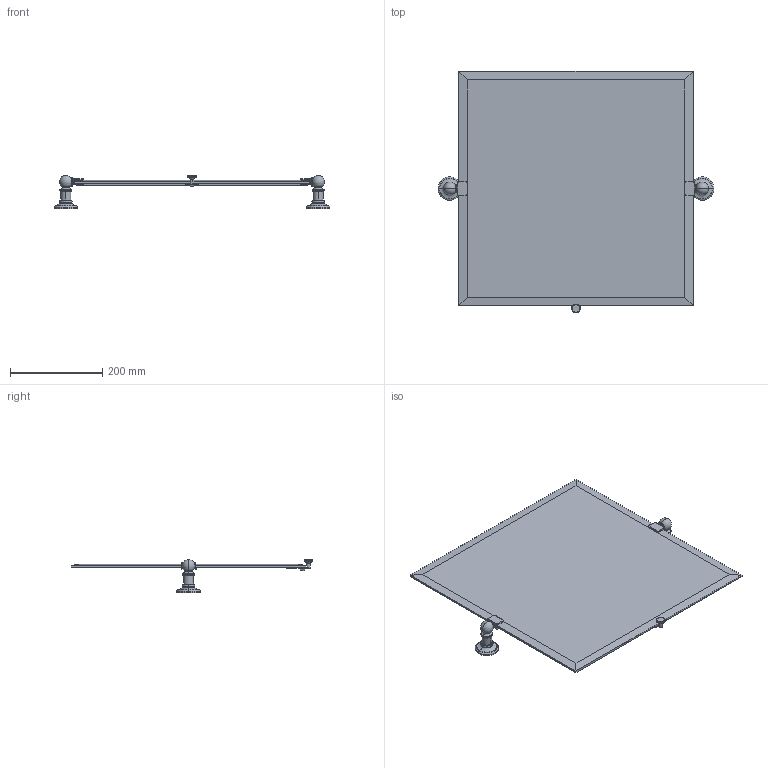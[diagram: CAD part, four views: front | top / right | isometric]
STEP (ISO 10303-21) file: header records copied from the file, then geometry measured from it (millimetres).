
FILE_DESCRIPTION((''),'2;1');
FILE_NAME('4541','2021-06-22T11:04:50',('jinson.thomas'),(''),'CREO PARAMETRIC BY PTC INC, 2018400','CREO PARAMETRIC BY PTC INC, 2018400','');
FILE_SCHEMA(('CONFIG_CONTROL_DESIGN'));
Length unit declared in the file: inch
Products named in the file (1): 4541
Bounding box: 596.9 x 522.86 x 71.52 mm (x, y, z)
Volume: 1629337.8 mm3; surface area: 562400.2 mm2
Topology: 1 solids, 1 shells, 560 faces, 1203 edges, 653 vertices
Faces by surface type: plane 236, torus 230, cylinder 78, sphere 8, cone 4, bspline 4
Entity records: 16247 total; most frequent: CARTESIAN_POINT 4690, ORIENTED_EDGE 2398, DIRECTION 2394, EDGE_CURVE 1199, AXIS2_PLACEMENT_3D 992, VERTEX_POINT 653, EDGE_LOOP 572, FACE_OUTER_BOUND 560
